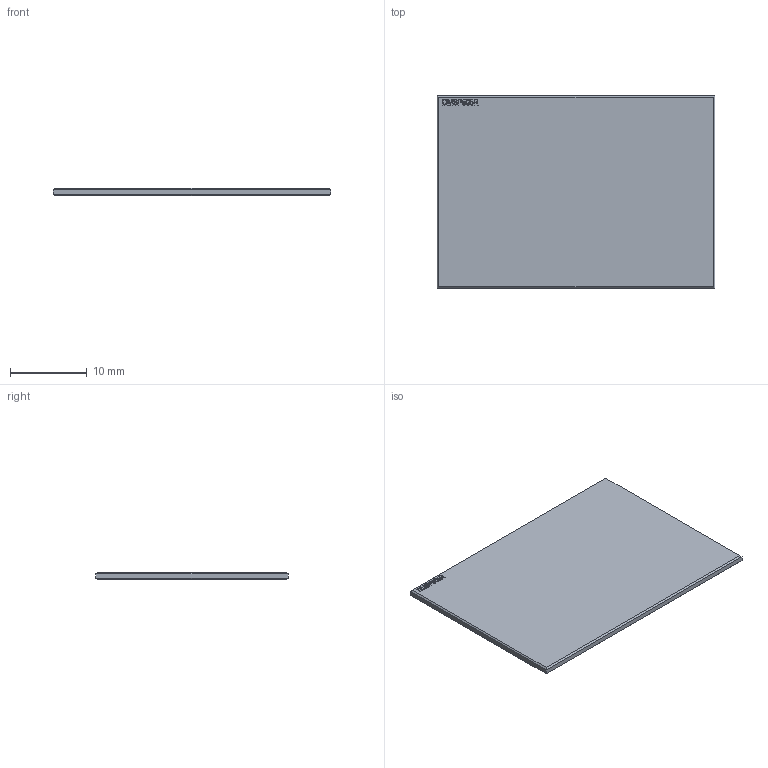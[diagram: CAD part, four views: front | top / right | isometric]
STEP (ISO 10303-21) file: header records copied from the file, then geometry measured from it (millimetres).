
FILE_DESCRIPTION (( 'STEP AP203' ), '1' );
FILE_NAME ('TTN045178-E0W.STEP', '2018-03-26T20:00:11', ( 'admin' ), ( '' ), 'SwSTEP 2.0', 'SolidWorks 2016', '' );
FILE_SCHEMA (( 'CONFIG_CONTROL_DESIGN' ));
Length unit declared in the file: millimetre
Products named in the file (1): TTN045178-E0W
Bounding box: 36 x 25 x 1 mm (x, y, z)
Volume: 895.1 mm3; surface area: 1893.6 mm2
Topology: 1 solids, 1 shells, 140 faces, 370 edges, 244 vertices
Faces by surface type: plane 81, bspline 59
Entity records: 7529 total; most frequent: CARTESIAN_POINT 4390, ORIENTED_EDGE 740, DIRECTION 416, EDGE_CURVE 370, VECTOR 252, LINE 252, VERTEX_POINT 244, EDGE_LOOP 152
